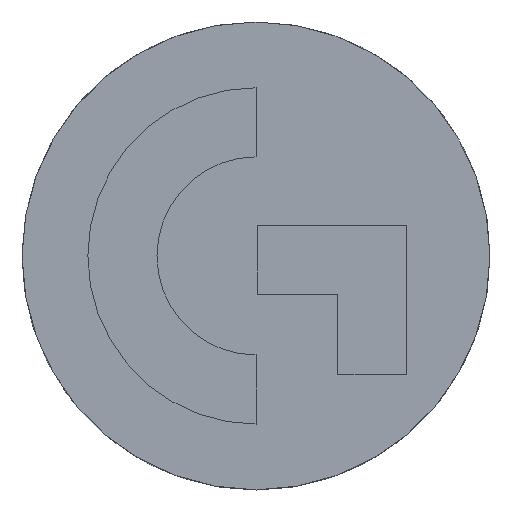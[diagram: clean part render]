
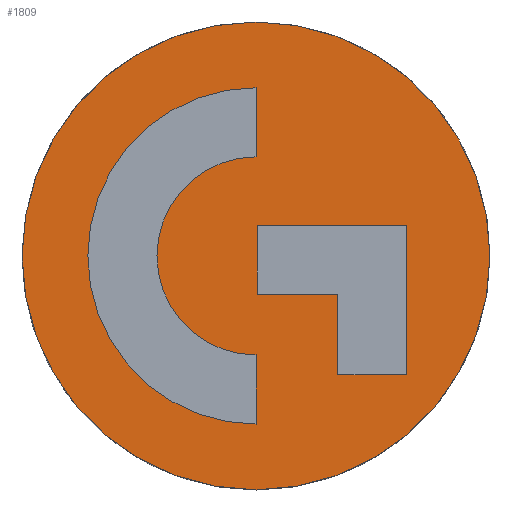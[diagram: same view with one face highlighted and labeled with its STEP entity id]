
A CAD part, top view. The second image highlights one B-rep face of the part: STEP entity #1809.
In plain terms, the highlighted planar face has unit normal (0, 0, 1).
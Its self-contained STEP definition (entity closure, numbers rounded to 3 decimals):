
#19=FACE_BOUND('',#391,.T.);
#20=FACE_BOUND('',#392,.T.);
#156=PLANE('',#1989);
#272=FACE_OUTER_BOUND('',#390,.T.);
#390=EDGE_LOOP('',(#1601));
#391=EDGE_LOOP('',(#1602,#1603,#1604,#1605));
#392=EDGE_LOOP('',(#1606,#1607,#1608,#1609,#1610,#1611));
#412=LINE('',#2532,#585);
#416=LINE('',#2543,#589);
#418=LINE('',#2548,#591);
#422=LINE('',#2556,#595);
#425=LINE('',#2562,#598);
#428=LINE('',#2568,#601);
#431=LINE('',#2574,#604);
#434=LINE('',#2579,#607);
#585=VECTOR('',#2021,10.);
#589=VECTOR('',#2033,10.);
#591=VECTOR('',#2037,10.);
#595=VECTOR('',#2043,10.);
#598=VECTOR('',#2048,10.);
#601=VECTOR('',#2053,10.);
#604=VECTOR('',#2058,10.);
#607=VECTOR('',#2063,10.);
#756=CIRCLE('',#1842,11.25);
#758=CIRCLE('',#1846,6.625);
#791=CIRCLE('',#1968,15.65);
#798=VERTEX_POINT('',#2522);
#799=VERTEX_POINT('',#2523);
#802=VERTEX_POINT('',#2531);
#804=VERTEX_POINT('',#2537);
#806=VERTEX_POINT('',#2546);
#807=VERTEX_POINT('',#2547);
#810=VERTEX_POINT('',#2555);
#812=VERTEX_POINT('',#2561);
#814=VERTEX_POINT('',#2567);
#816=VERTEX_POINT('',#2573);
#913=VERTEX_POINT('',#2982);
#939=EDGE_CURVE('',#798,#799,#756,.T.);
#943=EDGE_CURVE('',#802,#798,#412,.T.);
#946=EDGE_CURVE('',#804,#802,#758,.T.);
#949=EDGE_CURVE('',#799,#804,#416,.T.);
#951=EDGE_CURVE('',#806,#807,#418,.T.);
#955=EDGE_CURVE('',#810,#806,#422,.T.);
#958=EDGE_CURVE('',#812,#810,#425,.T.);
#961=EDGE_CURVE('',#814,#812,#428,.T.);
#964=EDGE_CURVE('',#816,#814,#431,.T.);
#967=EDGE_CURVE('',#807,#816,#434,.T.);
#1150=EDGE_CURVE('',#913,#913,#791,.T.);
#1601=ORIENTED_EDGE('',*,*,#1150,.T.);
#1602=ORIENTED_EDGE('',*,*,#939,.T.);
#1603=ORIENTED_EDGE('',*,*,#949,.T.);
#1604=ORIENTED_EDGE('',*,*,#946,.T.);
#1605=ORIENTED_EDGE('',*,*,#943,.T.);
#1606=ORIENTED_EDGE('',*,*,#951,.T.);
#1607=ORIENTED_EDGE('',*,*,#967,.T.);
#1608=ORIENTED_EDGE('',*,*,#964,.T.);
#1609=ORIENTED_EDGE('',*,*,#961,.T.);
#1610=ORIENTED_EDGE('',*,*,#958,.T.);
#1611=ORIENTED_EDGE('',*,*,#955,.T.);
#1809=ADVANCED_FACE('',(#272,#19,#20),#156,.T.);
#1842=AXIS2_PLACEMENT_3D('',#2524,#2013,#2014);
#1846=AXIS2_PLACEMENT_3D('',#2538,#2026,#2027);
#1968=AXIS2_PLACEMENT_3D('',#2983,#2408,#2409);
#1989=AXIS2_PLACEMENT_3D('',#3029,#2454,#2455);
#2013=DIRECTION('center_axis',(0.,0.,-1.));
#2014=DIRECTION('ref_axis',(-1.,0.,0.));
#2021=DIRECTION('',(0.,-1.,0.));
#2026=DIRECTION('center_axis',(0.,0.,1.));
#2027=DIRECTION('ref_axis',(-1.,0.,0.));
#2033=DIRECTION('',(0.,-1.,0.));
#2037=DIRECTION('',(1.,0.,0.));
#2043=DIRECTION('',(0.,1.,0.));
#2048=DIRECTION('',(-1.,0.,0.));
#2053=DIRECTION('',(0.,1.,0.));
#2058=DIRECTION('',(-1.,0.,0.));
#2063=DIRECTION('',(0.,-1.,0.));
#2408=DIRECTION('center_axis',(0.,0.,1.));
#2409=DIRECTION('ref_axis',(-1.,0.,0.));
#2454=DIRECTION('center_axis',(0.,0.,1.));
#2455=DIRECTION('ref_axis',(-1.,0.,0.));
#2522=CARTESIAN_POINT('',(0.,-81.25,7.));
#2523=CARTESIAN_POINT('',(0.,-58.75,7.));
#2524=CARTESIAN_POINT('Origin',(0.,-70.,7.));
#2531=CARTESIAN_POINT('',(0.,-76.625,7.));
#2532=CARTESIAN_POINT('',(0.,-73.313,7.));
#2537=CARTESIAN_POINT('',(0.,-63.375,7.));
#2538=CARTESIAN_POINT('Origin',(0.,-70.,7.));
#2543=CARTESIAN_POINT('',(0.,-64.375,7.));
#2546=CARTESIAN_POINT('',(0.074,-67.965,7.));
#2547=CARTESIAN_POINT('',(10.074,-67.965,7.));
#2548=CARTESIAN_POINT('',(0.037,-67.965,7.));
#2555=CARTESIAN_POINT('',(0.074,-72.565,7.));
#2556=CARTESIAN_POINT('',(0.074,-71.282,7.));
#2561=CARTESIAN_POINT('',(5.474,-72.565,7.));
#2562=CARTESIAN_POINT('',(2.737,-72.565,7.));
#2567=CARTESIAN_POINT('',(5.474,-77.965,7.));
#2568=CARTESIAN_POINT('',(5.474,-73.982,7.));
#2573=CARTESIAN_POINT('',(10.074,-77.965,7.));
#2574=CARTESIAN_POINT('',(5.037,-77.965,7.));
#2579=CARTESIAN_POINT('',(10.074,-68.982,7.));
#2982=CARTESIAN_POINT('',(15.65,-70.,7.));
#2983=CARTESIAN_POINT('Origin',(0.,-70.,7.));
#3029=CARTESIAN_POINT('Origin',(0.,-70.,7.));
